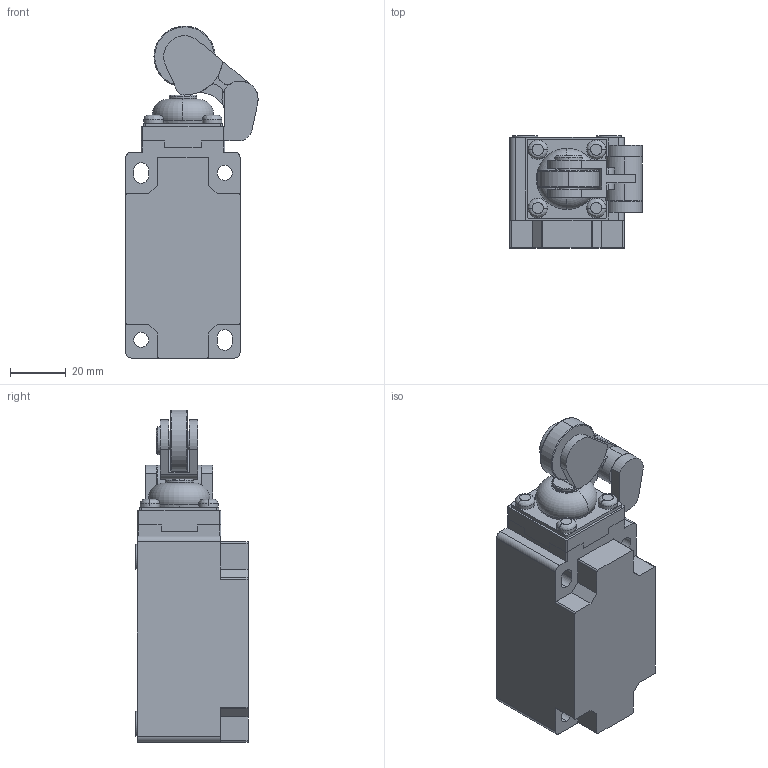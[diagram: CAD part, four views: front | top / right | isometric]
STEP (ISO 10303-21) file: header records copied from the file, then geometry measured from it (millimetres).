
FILE_DESCRIPTION (( 'STEP AP214' ), '1' );
FILE_NAME ('ABP1H35Z11.step', '2017-12-19T21:07:28', ( '' ), ( '' ), 'SwSTEP 2.0', 'SolidWorks 2017', '' );
FILE_SCHEMA (( 'AUTOMOTIVE_DESIGN' ));
Length unit declared in the file: inch
Products named in the file (1): ABP1H35Z11
Bounding box: 47.5 x 40.25 x 119.29 mm (x, y, z)
Volume: 129119.3 mm3; surface area: 28318.3 mm2
Topology: 4 solids, 4 shells, 241 faces, 630 edges, 414 vertices
Faces by surface type: plane 111, cylinder 104, bspline 20, cone 4, torus 2
Entity records: 11117 total; most frequent: CARTESIAN_POINT 1821, DIRECTION 1320, ORIENTED_EDGE 1260, EDGE_CURVE 630, AXIS2_PLACEMENT_3D 486, VERTEX_POINT 414, VECTOR 348, LINE 348
